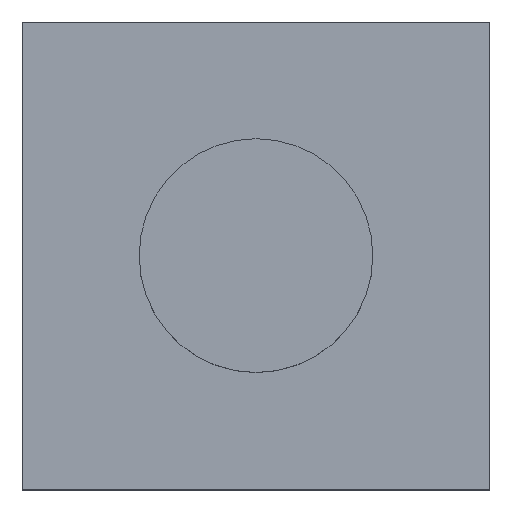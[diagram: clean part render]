
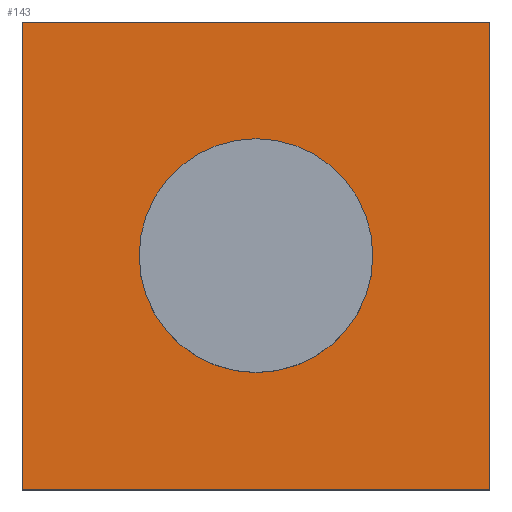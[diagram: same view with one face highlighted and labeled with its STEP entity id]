
A CAD part, top view. The second image highlights one B-rep face of the part: STEP entity #143.
In plain terms, the highlighted planar face has unit normal (0, 0, 1).
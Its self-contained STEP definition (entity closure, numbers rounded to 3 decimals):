
#17 = DIRECTION ( 'NONE',  ( 1., 0., 0. ) ) ;
#18 = DIRECTION ( 'NONE',  ( 0., 0., 1. ) ) ;
#19 = CARTESIAN_POINT ( 'NONE',  ( -51.258, 9.447, 4. ) ) ;
#20 = AXIS2_PLACEMENT_3D ( 'NONE', #19, #18, #17 ) ;
#21 = CIRCLE ( 'NONE', #20, 1.5 ) ;
#29 = CARTESIAN_POINT ( 'NONE',  ( -54.258, 6.447, 4. ) ) ;
#36 = DIRECTION ( 'NONE',  ( 0., -1., 0. ) ) ;
#37 = VECTOR ( 'NONE', #36, 1000. ) ;
#38 = CARTESIAN_POINT ( 'NONE',  ( -54.258, 12.447, 4. ) ) ;
#39 = LINE ( 'NONE', #38, #37 ) ;
#44 = CARTESIAN_POINT ( 'NONE',  ( -54.258, 12.447, 4. ) ) ;
#60 = VERTEX_POINT ( 'NONE', #89 ) ;
#62 = EDGE_CURVE ( 'NONE', #75, #60, #88, .T. ) ;
#70 = VERTEX_POINT ( 'NONE', #44 ) ;
#73 = EDGE_CURVE ( 'NONE', #70, #75, #39, .T. ) ;
#75 = VERTEX_POINT ( 'NONE', #29 ) ;
#85 = DIRECTION ( 'NONE',  ( 1., 0., 0. ) ) ;
#86 = VECTOR ( 'NONE', #85, 1000. ) ;
#87 = CARTESIAN_POINT ( 'NONE',  ( -54.258, 6.447, 4. ) ) ;
#88 = LINE ( 'NONE', #87, #86 ) ;
#89 = CARTESIAN_POINT ( 'NONE',  ( -48.258, 6.447, 4. ) ) ;
#108 = ORIENTED_EDGE ( 'NONE', *, *, #109, .F. ) ;
#109 = EDGE_CURVE ( 'NONE', #162, #161, #21, .T. ) ;
#110 = EDGE_LOOP ( 'NONE', ( #111, #112, #113, #114 ) ) ;
#111 = ORIENTED_EDGE ( 'NONE', *, *, #73, .T. ) ;
#112 = ORIENTED_EDGE ( 'NONE', *, *, #62, .T. ) ;
#113 = ORIENTED_EDGE ( 'NONE', *, *, #152, .T. ) ;
#114 = ORIENTED_EDGE ( 'NONE', *, *, #132, .T. ) ;
#132 = EDGE_CURVE ( 'NONE', #150, #70, #286, .T. ) ;
#143 = ADVANCED_FACE ( 'NONE', ( #307, #306 ), #311, .T. ) ;
#144 = EDGE_LOOP ( 'NONE', ( #145, #108 ) ) ;
#145 = ORIENTED_EDGE ( 'NONE', *, *, #160, .F. ) ;
#150 = VERTEX_POINT ( 'NONE', #296 ) ;
#152 = EDGE_CURVE ( 'NONE', #60, #150, #295, .T. ) ;
#160 = EDGE_CURVE ( 'NONE', #161, #162, #226, .T. ) ;
#161 = VERTEX_POINT ( 'NONE', #221 ) ;
#162 = VERTEX_POINT ( 'NONE', #220 ) ;
#177 = DIRECTION ( 'NONE',  ( -1., 0., 0. ) ) ;
#178 = VECTOR ( 'NONE', #177, 1000. ) ;
#179 = CARTESIAN_POINT ( 'NONE',  ( -54.258, 12.447, 4. ) ) ;
#220 = CARTESIAN_POINT ( 'NONE',  ( -52.758, 9.447, 4. ) ) ;
#221 = CARTESIAN_POINT ( 'NONE',  ( -49.758, 9.447, 4. ) ) ;
#222 = DIRECTION ( 'NONE',  ( 1., 0., 0. ) ) ;
#223 = DIRECTION ( 'NONE',  ( 0., 0., 1. ) ) ;
#224 = CARTESIAN_POINT ( 'NONE',  ( -51.258, 9.447, 4. ) ) ;
#225 = AXIS2_PLACEMENT_3D ( 'NONE', #224, #223, #222 ) ;
#226 = CIRCLE ( 'NONE', #225, 1.5 ) ;
#234 = DIRECTION ( 'NONE',  ( 0., 1., 0. ) ) ;
#235 = VECTOR ( 'NONE', #234, 1000. ) ;
#236 = CARTESIAN_POINT ( 'NONE',  ( -48.258, 12.447, 4. ) ) ;
#286 = LINE ( 'NONE', #179, #178 ) ;
#295 = LINE ( 'NONE', #236, #235 ) ;
#296 = CARTESIAN_POINT ( 'NONE',  ( -48.258, 12.447, 4. ) ) ;
#301 = DIRECTION ( 'NONE',  ( 1., 0., 0. ) ) ;
#302 = DIRECTION ( 'NONE',  ( 0., 0., 1. ) ) ;
#304 = CARTESIAN_POINT ( 'NONE',  ( -51.258, 9.447, 4. ) ) ;
#305 = AXIS2_PLACEMENT_3D ( 'NONE', #304, #302, #301 ) ;
#306 = FACE_OUTER_BOUND ( 'NONE', #110, .T. ) ;
#307 = FACE_BOUND ( 'NONE', #144, .T. ) ;
#311 = PLANE ( 'NONE',  #305 ) ;
